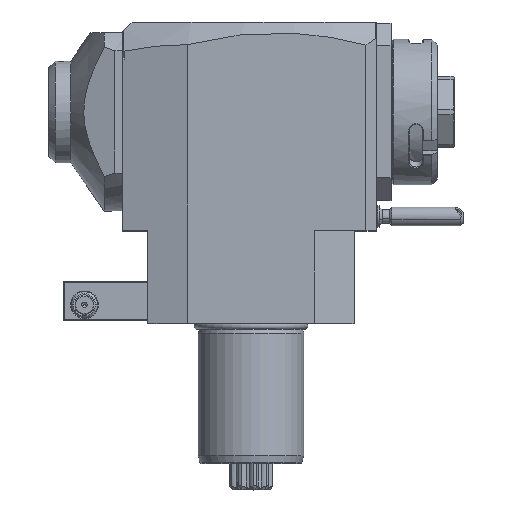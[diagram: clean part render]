
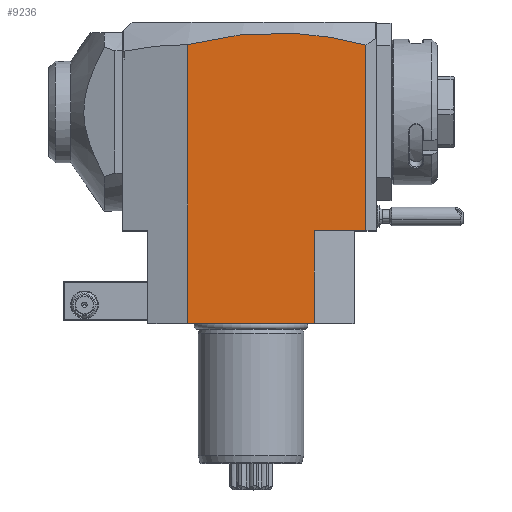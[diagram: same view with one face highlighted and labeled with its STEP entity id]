
A CAD part, top view. The second image highlights one B-rep face of the part: STEP entity #9236.
In plain terms, the highlighted planar face has unit normal (0, 0, 1).
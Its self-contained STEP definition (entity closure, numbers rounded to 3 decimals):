
#140=DIRECTION('',(0.,-1.,0.));
#141=VECTOR('',#140,70.258);
#142=CARTESIAN_POINT('',(43.5,105.258,37.5));
#143=LINE('',#142,#141);
#144=DIRECTION('',(-1.,0.,0.));
#145=VECTOR('',#144,19.5);
#146=CARTESIAN_POINT('',(43.5,35.,37.5));
#147=LINE('',#146,#145);
#148=CARTESIAN_POINT('',(-24.,105.435,37.5));
#149=CARTESIAN_POINT('',(-18.371,106.939,37.5));
#150=CARTESIAN_POINT('',(-7.115,109.162,37.5));
#151=CARTESIAN_POINT('',(9.762,110.233,37.5));
#152=CARTESIAN_POINT('',(26.635,109.072,37.5));
#153=CARTESIAN_POINT('',(37.879,106.791,37.5));
#154=CARTESIAN_POINT('',(43.5,105.258,37.5));
#218=DIRECTION('',(0.,-1.,0.));
#219=VECTOR('',#218,105.435);
#220=CARTESIAN_POINT('',(-24.,105.435,37.5));
#221=LINE('',#220,#219);
#238=DIRECTION('',(-1.,0.,0.));
#239=VECTOR('',#238,48.);
#240=CARTESIAN_POINT('',(24.,0.,37.5));
#241=LINE('',#240,#239);
#2701=DIRECTION('',(0.,1.,0.));
#2702=VECTOR('',#2701,35.);
#2703=CARTESIAN_POINT('',(24.,0.,37.5));
#2704=LINE('',#2703,#2702);
#8383=VERTEX_POINT('',#148);
#8384=VERTEX_POINT('',#154);
#8708=CARTESIAN_POINT('',(43.5,35.,37.5));
#8709=VERTEX_POINT('',#8708);
#8745=CARTESIAN_POINT('',(24.,0.,37.5));
#8746=VERTEX_POINT('',#8745);
#8747=CARTESIAN_POINT('',(-24.,0.,37.5));
#8748=VERTEX_POINT('',#8747);
#8987=CARTESIAN_POINT('',(24.,35.,37.5));
#8988=VERTEX_POINT('',#8987);
#9218=CARTESIAN_POINT('',(-39.202,35.,37.5));
#9219=DIRECTION('',(0.,0.,1.));
#9220=DIRECTION('',(1.,0.,0.));
#9221=AXIS2_PLACEMENT_3D('',#9218,#9219,#9220);
#9222=PLANE('',#9221);
#9224=ORIENTED_EDGE('',*,*,#9223,.T.);
#9225=ORIENTED_EDGE('',*,*,#9202,.T.);
#9227=ORIENTED_EDGE('',*,*,#9226,.F.);
#9229=ORIENTED_EDGE('',*,*,#9228,.T.);
#9231=ORIENTED_EDGE('',*,*,#9230,.F.);
#9233=ORIENTED_EDGE('',*,*,#9232,.T.);
#9234=EDGE_LOOP('',(#9224,#9225,#9227,#9229,#9231,#9233));
#9235=FACE_OUTER_BOUND('',#9234,.F.);
#155=B_SPLINE_CURVE_WITH_KNOTS('',3,(#148,#149,#150,#151,#152,#153,#154),
.UNSPECIFIED.,.F.,.F.,(4,1,1,1,4),(0.,0.25,0.5,0.75,1.),
.UNSPECIFIED.);
#9202=EDGE_CURVE('',#8709,#8988,#147,.T.);
#9223=EDGE_CURVE('',#8384,#8709,#143,.T.);
#9226=EDGE_CURVE('',#8746,#8988,#2704,.T.);
#9228=EDGE_CURVE('',#8746,#8748,#241,.T.);
#9230=EDGE_CURVE('',#8383,#8748,#221,.T.);
#9232=EDGE_CURVE('',#8383,#8384,#155,.T.);
#9236=ADVANCED_FACE('',(#9235),#9222,.T.);
